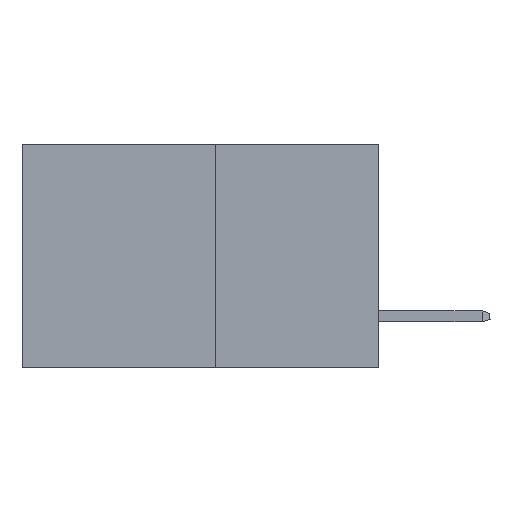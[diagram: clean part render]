
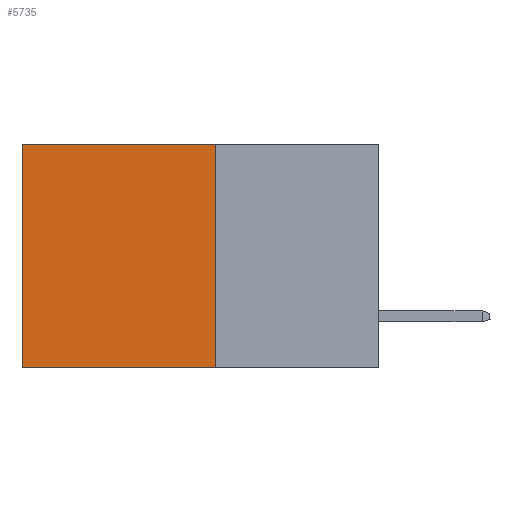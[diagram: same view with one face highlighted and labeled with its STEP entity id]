
A CAD part, left-side view. The second image highlights one B-rep face of the part: STEP entity #5735.
In plain terms, the highlighted planar face has unit normal (-1, 0, 0).
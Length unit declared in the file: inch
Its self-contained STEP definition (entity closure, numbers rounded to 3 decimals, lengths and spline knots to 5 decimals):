
#1049 = AXIS2_PLACEMENT_3D ( 'NONE', #3886, #3607, #3575 ) ;
#2485 = DIRECTION ( 'NONE',  ( 0., 1., 0. ) ) ;
#3354 = CARTESIAN_POINT ( 'NONE',  ( 0.277, 0.27, 0. ) ) ;
#3575 = DIRECTION ( 'NONE',  ( 0., 0., -1. ) ) ;
#3607 = DIRECTION ( 'NONE',  ( 1., 0., 0. ) ) ;
#3709 = PLANE ( 'NONE',  #1049 ) ;
#3886 = CARTESIAN_POINT ( 'NONE',  ( 0.277, 0.27, -0.37 ) ) ;
#4285 = DIRECTION ( 'NONE',  ( 0., 1., 0. ) ) ;
#5082 = VECTOR ( 'NONE', #12218, 39.37008 ) ;
#5405 = LINE ( 'NONE', #19165, #29640 ) ;
#5735 = ADVANCED_FACE ( 'NONE', ( #18783 ), #3709, .F. ) ;
#6627 = EDGE_CURVE ( 'NONE', #21590, #16729, #24192, .T. ) ;
#6654 = CARTESIAN_POINT ( 'NONE',  ( 0.277, 0.27, -0.37 ) ) ;
#7415 = CARTESIAN_POINT ( 'NONE',  ( 0.277, 0.27, -0.37 ) ) ;
#8506 = ORIENTED_EDGE ( 'NONE', *, *, #24487, .F. ) ;
#9329 = CARTESIAN_POINT ( 'NONE',  ( 0.277, 0.59, -0.37 ) ) ;
#12218 = DIRECTION ( 'NONE',  ( 0., 0., -1. ) ) ;
#13749 = VERTEX_POINT ( 'NONE', #21467 ) ;
#14298 = ORIENTED_EDGE ( 'NONE', *, *, #6627, .T. ) ;
#16729 = VERTEX_POINT ( 'NONE', #29675 ) ;
#17682 = ORIENTED_EDGE ( 'NONE', *, *, #29595, .F. ) ;
#17728 = LINE ( 'NONE', #7415, #5082 ) ;
#18783 = FACE_OUTER_BOUND ( 'NONE', #27597, .T. ) ;
#18982 = EDGE_CURVE ( 'NONE', #16729, #13749, #30030, .T. ) ;
#19073 = CARTESIAN_POINT ( 'NONE',  ( 0.277, 0.27, 0. ) ) ;
#19165 = CARTESIAN_POINT ( 'NONE',  ( 0.277, 0.27, -0.37 ) ) ;
#20783 = VERTEX_POINT ( 'NONE', #6654 ) ;
#20906 = ORIENTED_EDGE ( 'NONE', *, *, #18982, .T. ) ;
#21467 = CARTESIAN_POINT ( 'NONE',  ( 0.277, 0.59, -0.37 ) ) ;
#21590 = VERTEX_POINT ( 'NONE', #19073 ) ;
#24192 = LINE ( 'NONE', #3354, #28877 ) ;
#24487 = EDGE_CURVE ( 'NONE', #21590, #20783, #17728, .T. ) ;
#24639 = VECTOR ( 'NONE', #25701, 39.37008 ) ;
#25701 = DIRECTION ( 'NONE',  ( 0., 0., -1. ) ) ;
#27597 = EDGE_LOOP ( 'NONE', ( #20906, #17682, #8506, #14298 ) ) ;
#28877 = VECTOR ( 'NONE', #4285, 39.37008 ) ;
#29595 = EDGE_CURVE ( 'NONE', #20783, #13749, #5405, .T. ) ;
#29640 = VECTOR ( 'NONE', #2485, 39.37008 ) ;
#29675 = CARTESIAN_POINT ( 'NONE',  ( 0.277, 0.59, 0. ) ) ;
#30030 = LINE ( 'NONE', #9329, #24639 ) ;
